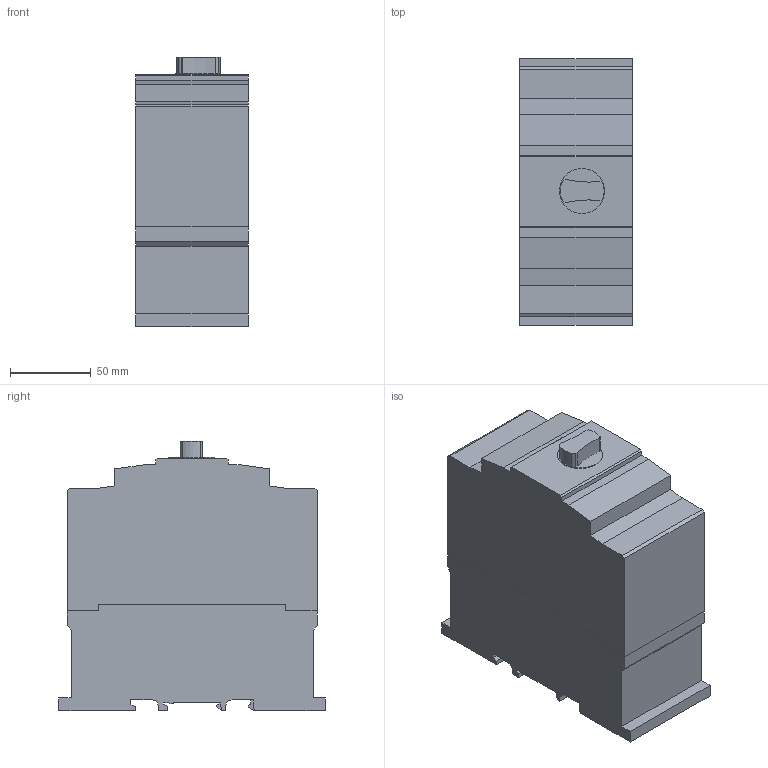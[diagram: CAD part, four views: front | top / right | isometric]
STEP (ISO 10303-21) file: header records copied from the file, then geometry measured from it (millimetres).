
FILE_DESCRIPTION(/* description */ (''),/* implementation_level */ '2;1');
FILE_NAME(/* name */ '3d_SM3R9000_In-70÷90A-SM3R9000.stp',/* time_stamp */ '2016-09-07T14:47:58+02:00',/* author */ ('Andrzej'),/* organization */ (''),/* preprocessor_version */ 'ST-DEVELOPER v15.5',/* originating_system */ 'AutoCAD Mechanical',/* authorisation */ '');
FILE_SCHEMA (('AUTOMOTIVE_DESIGN { 1 0 10303 214 3 1 1 }'));
Length unit declared in the file: millimetre
Products named in the file (1): Product
Bounding box: 70 x 165 x 167.16 mm (x, y, z)
Volume: 1571641.1 mm3; surface area: 118715.1 mm2
Topology: 6 solids, 6 shells, 102 faces, 396 edges, 408 vertices
Faces by surface type: plane 91, cylinder 11
Full cylindrical faces by diameter (mm): 28 x1
Entity records: 4044 total; most frequent: CARTESIAN_POINT 927, DIRECTION 657, ORIENTED_EDGE 538, LINE 337, VECTOR 337, EDGE_CURVE 269, VERTEX_POINT 180, AXIS2_PLACEMENT_3D 160
